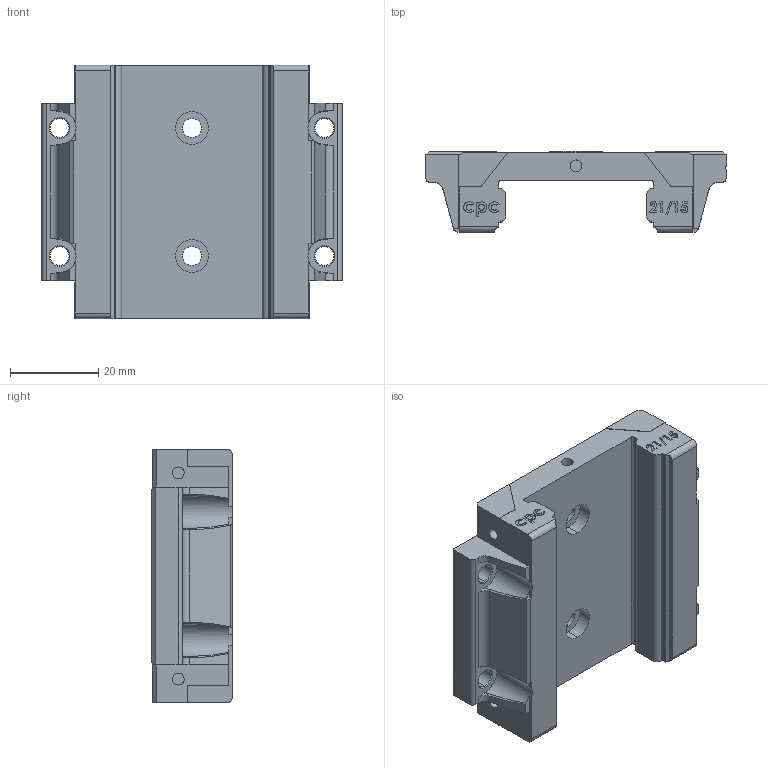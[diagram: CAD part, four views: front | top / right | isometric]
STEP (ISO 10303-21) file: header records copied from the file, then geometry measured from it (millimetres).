
FILE_DESCRIPTION (( 'STEP AP214' ), '1' );
FILE_NAME ('WRC21-15FN-block-X2.STEP', '2018-07-09T05:14:24', ( '' ), ( '' ), 'SwSTEP 2.0', 'SolidWorks 2010', '' );
FILE_SCHEMA (( 'AUTOMOTIVE_DESIGN' ));
Length unit declared in the file: millimetre
Products named in the file (1): WRC21-15FN-block-X2
Bounding box: 68 x 18.3 x 57.5 mm (x, y, z)
Volume: 37346.8 mm3; surface area: 13033.6 mm2
Topology: 1 solids, 1 shells, 407 faces, 1081 edges, 706 vertices
Faces by surface type: plane 213, bspline 92, cylinder 74, cone 28
Entity records: 19881 total; most frequent: CARTESIAN_POINT 10117, ORIENTED_EDGE 2162, DIRECTION 1645, EDGE_CURVE 1081, VERTEX_POINT 706, LINE 661, VECTOR 661, AXIS2_PLACEMENT_3D 492
